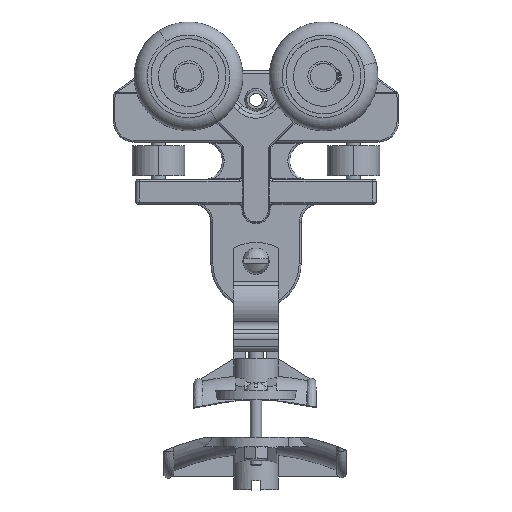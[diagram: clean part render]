
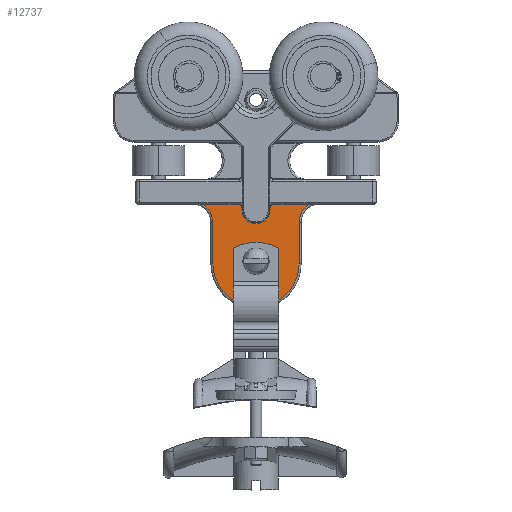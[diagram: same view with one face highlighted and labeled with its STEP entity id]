
A CAD part, top view. The second image highlights one B-rep face of the part: STEP entity #12737.
In plain terms, the highlighted planar face has unit normal (0, 0, 1).
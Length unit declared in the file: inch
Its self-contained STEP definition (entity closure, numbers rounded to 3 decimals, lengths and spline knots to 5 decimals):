
#318=FACE_BOUND('',#2228,.T.);
#877=PLANE('',#14169);
#1415=FACE_OUTER_BOUND('',#2227,.T.);
#2227=EDGE_LOOP('',(#9425,#9426,#9427,#9428,#9429,#9430,#9431,#9432,#9433,
#9434,#9435,#9436));
#2228=EDGE_LOOP('',(#9437));
#3071=LINE('',#22712,#3725);
#3072=LINE('',#22717,#3726);
#3075=LINE('',#22735,#3729);
#3076=LINE('',#22739,#3730);
#3085=LINE('',#22868,#3739);
#3086=LINE('',#22871,#3740);
#3725=VECTOR('',#16395,0.3937);
#3726=VECTOR('',#16400,0.3937);
#3729=VECTOR('',#16423,0.3937);
#3730=VECTOR('',#16428,0.3937);
#3739=VECTOR('',#16463,0.3937);
#3740=VECTOR('',#16466,0.3937);
#4211=CIRCLE('',#13721,0.1875);
#4453=CIRCLE('',#14141,0.23435);
#4458=CIRCLE('',#14149,0.0469);
#4460=CIRCLE('',#14152,0.0469);
#4468=CIRCLE('',#14166,0.3438);
#4471=CIRCLE('',#14170,0.3438);
#4472=CIRCLE('',#14171,0.7187);
#5292=VERTEX_POINT('',#19292);
#5646=VERTEX_POINT('',#22699);
#5649=VERTEX_POINT('',#22704);
#5650=VERTEX_POINT('',#22708);
#5653=VERTEX_POINT('',#22715);
#5654=VERTEX_POINT('',#22720);
#5656=VERTEX_POINT('',#22726);
#5657=VERTEX_POINT('',#22731);
#5659=VERTEX_POINT('',#22737);
#5667=VERTEX_POINT('',#22859);
#5669=VERTEX_POINT('',#22865);
#5670=VERTEX_POINT('',#22867);
#5671=VERTEX_POINT('',#22869);
#6473=EDGE_CURVE('',#5292,#5292,#4211,.T.);
#7042=EDGE_CURVE('',#5649,#5646,#4453,.T.);
#7045=EDGE_CURVE('',#5646,#5650,#3071,.T.);
#7047=EDGE_CURVE('',#5653,#5649,#3072,.T.);
#7051=EDGE_CURVE('',#5650,#5654,#4458,.T.);
#7053=EDGE_CURVE('',#5656,#5653,#4460,.T.);
#7057=EDGE_CURVE('',#5654,#5657,#3075,.T.);
#7059=EDGE_CURVE('',#5659,#5656,#3076,.T.);
#7075=EDGE_CURVE('',#5657,#5667,#4468,.T.);
#7078=EDGE_CURVE('',#5669,#5659,#4471,.T.);
#7079=EDGE_CURVE('',#5670,#5669,#3085,.T.);
#7080=EDGE_CURVE('',#5671,#5670,#4472,.T.);
#7081=EDGE_CURVE('',#5667,#5671,#3086,.T.);
#9425=ORIENTED_EDGE('',*,*,#7057,.F.);
#9426=ORIENTED_EDGE('',*,*,#7051,.F.);
#9427=ORIENTED_EDGE('',*,*,#7045,.F.);
#9428=ORIENTED_EDGE('',*,*,#7042,.F.);
#9429=ORIENTED_EDGE('',*,*,#7047,.F.);
#9430=ORIENTED_EDGE('',*,*,#7053,.F.);
#9431=ORIENTED_EDGE('',*,*,#7059,.F.);
#9432=ORIENTED_EDGE('',*,*,#7078,.F.);
#9433=ORIENTED_EDGE('',*,*,#7079,.F.);
#9434=ORIENTED_EDGE('',*,*,#7080,.F.);
#9435=ORIENTED_EDGE('',*,*,#7081,.F.);
#9436=ORIENTED_EDGE('',*,*,#7075,.F.);
#9437=ORIENTED_EDGE('',*,*,#6473,.T.);
#12737=ADVANCED_FACE('',(#1415,#318),#877,.T.);
#13721=AXIS2_PLACEMENT_3D('',#19293,#15372,#15373);
#14141=AXIS2_PLACEMENT_3D('',#22706,#16388,#16389);
#14149=AXIS2_PLACEMENT_3D('',#22724,#16408,#16409);
#14152=AXIS2_PLACEMENT_3D('',#22728,#16414,#16415);
#14166=AXIS2_PLACEMENT_3D('',#22860,#16453,#16454);
#14169=AXIS2_PLACEMENT_3D('',#22864,#16459,#16460);
#14170=AXIS2_PLACEMENT_3D('',#22866,#16461,#16462);
#14171=AXIS2_PLACEMENT_3D('',#22870,#16464,#16465);
#15372=DIRECTION('center_axis',(0.,0.,-1.));
#15373=DIRECTION('ref_axis',(1.,0.,0.));
#16388=DIRECTION('center_axis',(0.,0.,1.));
#16389=DIRECTION('ref_axis',(0.,-1.,0.));
#16395=DIRECTION('',(0.,1.,0.));
#16400=DIRECTION('',(0.,-1.,0.));
#16408=DIRECTION('center_axis',(0.,0.,-1.));
#16409=DIRECTION('ref_axis',(-0.707,0.707,0.));
#16414=DIRECTION('center_axis',(0.,0.,-1.));
#16415=DIRECTION('ref_axis',(0.707,0.707,0.));
#16423=DIRECTION('',(1.,0.,0.));
#16428=DIRECTION('',(1.,0.,0.));
#16453=DIRECTION('center_axis',(0.,0.,1.));
#16454=DIRECTION('ref_axis',(-0.707,0.707,0.));
#16459=DIRECTION('center_axis',(0.,0.,1.));
#16460=DIRECTION('ref_axis',(1.,0.,0.));
#16461=DIRECTION('center_axis',(0.,0.,1.));
#16462=DIRECTION('ref_axis',(0.707,0.707,0.));
#16463=DIRECTION('',(0.,1.,0.));
#16464=DIRECTION('center_axis',(0.,0.,-1.));
#16465=DIRECTION('ref_axis',(0.,-1.,0.));
#16466=DIRECTION('',(0.,-1.,0.));
#19292=CARTESIAN_POINT('',(-0.1875,-1.3915,0.25));
#19293=CARTESIAN_POINT('Origin',(0.,-1.3915,0.25));
#22699=CARTESIAN_POINT('',(0.23435,-0.53125,0.25));
#22704=CARTESIAN_POINT('',(-0.23435,-0.53125,0.25));
#22706=CARTESIAN_POINT('Origin',(0.,-0.53125,0.25));
#22708=CARTESIAN_POINT('',(0.23435,-0.5,0.25));
#22712=CARTESIAN_POINT('',(0.23435,-0.13733,0.25));
#22715=CARTESIAN_POINT('',(-0.23435,-0.5,0.25));
#22717=CARTESIAN_POINT('',(-0.23435,0.3783,0.25));
#22720=CARTESIAN_POINT('',(0.28125,-0.4531,0.25));
#22724=CARTESIAN_POINT('Origin',(0.28125,-0.5,0.25));
#22726=CARTESIAN_POINT('',(-0.28125,-0.4531,0.25));
#22728=CARTESIAN_POINT('Origin',(-0.28125,-0.5,0.25));
#22731=CARTESIAN_POINT('',(0.88915,-0.4531,0.25));
#22735=CARTESIAN_POINT('',(1.,-0.4531,0.25));
#22737=CARTESIAN_POINT('',(-0.88915,-0.4531,0.25));
#22739=CARTESIAN_POINT('',(1.,-0.4531,0.25));
#22859=CARTESIAN_POINT('',(0.7187,-0.75,0.25));
#22860=CARTESIAN_POINT('Origin',(1.0625,-0.75,0.25));
#22864=CARTESIAN_POINT('Origin',(0.,0.2566,
0.25));
#22865=CARTESIAN_POINT('',(-0.7187,-0.75,0.25));
#22866=CARTESIAN_POINT('Origin',(-1.0625,-0.75,0.25));
#22867=CARTESIAN_POINT('',(-0.7187,-1.4375,0.25));
#22868=CARTESIAN_POINT('',(-0.7187,-0.59045,0.25));
#22869=CARTESIAN_POINT('',(0.7187,-1.4375,0.25));
#22870=CARTESIAN_POINT('Origin',(0.,-1.4375,0.25));
#22871=CARTESIAN_POINT('',(0.7187,-0.09045,0.25));
